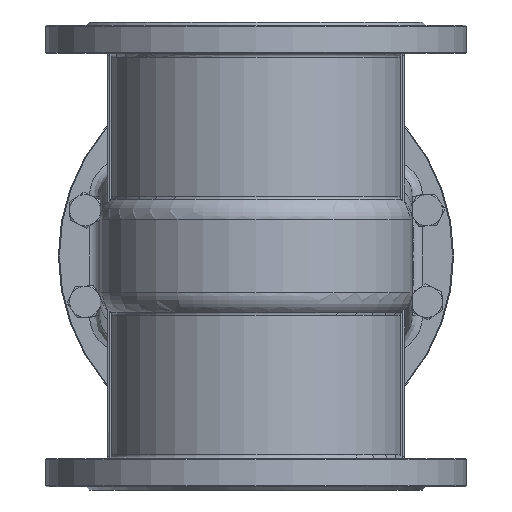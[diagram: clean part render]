
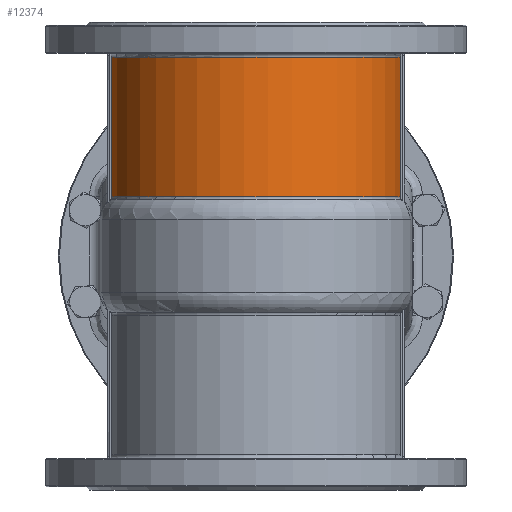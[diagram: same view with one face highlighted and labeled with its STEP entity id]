
A CAD part, front view. The second image highlights one B-rep face of the part: STEP entity #12374.
In plain terms, the highlighted cylindrical face has radius 140 mm (diameter 280 mm), a partial arc.
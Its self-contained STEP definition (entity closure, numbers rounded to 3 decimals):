
#745=CYLINDRICAL_SURFACE('',#13704,140.);
#1375=LINE('',#22517,#2117);
#1389=LINE('',#23092,#2131);
#2117=VECTOR('',#16363,10.);
#2131=VECTOR('',#16479,10.);
#3021=FACE_OUTER_BOUND('',#3834,.T.);
#3834=EDGE_LOOP('',(#10318,#10319,#10320,#10321));
#4521=CIRCLE('',#13621,140.);
#4534=CIRCLE('',#13639,140.);
#5707=VERTEX_POINT('',#22503);
#5708=VERTEX_POINT('',#22516);
#5739=VERTEX_POINT('',#22786);
#5752=VERTEX_POINT('',#23073);
#7210=EDGE_CURVE('',#5708,#5707,#1375,.T.);
#7259=EDGE_CURVE('',#5707,#5739,#4521,.T.);
#7283=EDGE_CURVE('',#5752,#5708,#4534,.T.);
#7285=EDGE_CURVE('',#5752,#5739,#1389,.T.);
#10318=ORIENTED_EDGE('',*,*,#7259,.T.);
#10319=ORIENTED_EDGE('',*,*,#7285,.F.);
#10320=ORIENTED_EDGE('',*,*,#7283,.T.);
#10321=ORIENTED_EDGE('',*,*,#7210,.T.);
#12374=ADVANCED_FACE('',(#3021),#745,.T.);
#13621=AXIS2_PLACEMENT_3D('',#22799,#16438,#16439);
#13639=AXIS2_PLACEMENT_3D('',#23074,#16475,#16476);
#13704=AXIS2_PLACEMENT_3D('',#23209,#16619,#16620);
#16363=DIRECTION('',(0.,0.,-1.));
#16438=DIRECTION('center_axis',(0.,0.,1.));
#16439=DIRECTION('ref_axis',(0.,-1.,0.));
#16475=DIRECTION('center_axis',(0.,0.,-1.));
#16476=DIRECTION('ref_axis',(0.,-1.,0.));
#16479=DIRECTION('',(0.,0.,-1.));
#16619=DIRECTION('center_axis',(0.,0.,1.));
#16620=DIRECTION('ref_axis',(1.,0.,0.));
#22503=CARTESIAN_POINT('',(-138.564,-20.,281.909));
#22516=CARTESIAN_POINT('',(-138.564,-20.,416.));
#22517=CARTESIAN_POINT('',(-138.564,-20.,420.));
#22786=CARTESIAN_POINT('',(138.564,-20.,281.909));
#22799=CARTESIAN_POINT('Origin',(0.,0.,281.909));
#23073=CARTESIAN_POINT('',(138.564,-20.,416.));
#23074=CARTESIAN_POINT('Origin',(0.,0.,416.));
#23092=CARTESIAN_POINT('',(138.564,-20.,420.));
#23209=CARTESIAN_POINT('Origin',(0.,0.,420.));
